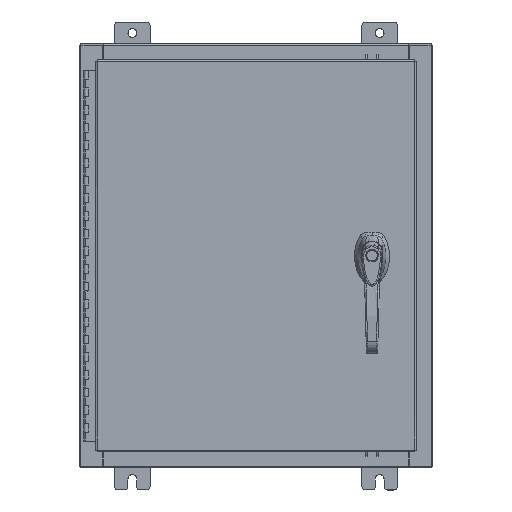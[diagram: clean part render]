
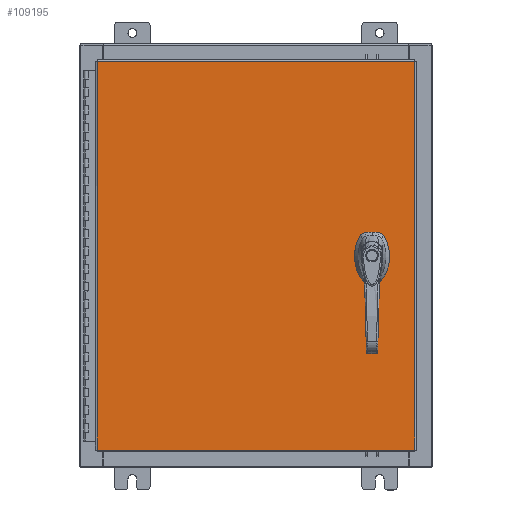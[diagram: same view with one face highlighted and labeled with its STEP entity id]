
A CAD part, top view. The second image highlights one B-rep face of the part: STEP entity #109195.
In plain terms, the highlighted planar face has unit normal (0, 0, 1).
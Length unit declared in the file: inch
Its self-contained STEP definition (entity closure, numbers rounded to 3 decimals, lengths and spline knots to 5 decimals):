
#1698 = CARTESIAN_POINT ( 'NONE',  ( 0., -0.403, 0. ) ) ;
#2192 = VERTEX_POINT ( 'NONE', #26797 ) ;
#2819 = CARTESIAN_POINT ( 'NONE',  ( 6.578, 0., 0. ) ) ;
#4780 = EDGE_LOOP ( 'NONE', ( #14862, #99230, #87468, #50527 ) ) ;
#4856 = DIRECTION ( 'NONE',  ( 0., -1., 0. ) ) ;
#4874 = AXIS2_PLACEMENT_3D ( 'NONE', #85354, #32865, #94170 ) ;
#4884 = ORIENTED_EDGE ( 'NONE', *, *, #51264, .T. ) ;
#6278 = VERTEX_POINT ( 'NONE', #58227 ) ;
#8244 = VECTOR ( 'NONE', #53589, 39.37008 ) ;
#9066 = CIRCLE ( 'NONE', #87267, 0.45 ) ;
#9631 = CIRCLE ( 'NONE', #52603, 0.45 ) ;
#9638 = ORIENTED_EDGE ( 'NONE', *, *, #78388, .F. ) ;
#9676 = DIRECTION ( 'NONE',  ( 0., 0., 1. ) ) ;
#9923 = CARTESIAN_POINT ( 'NONE',  ( 8.9903, -11.0063, 0. ) ) ;
#10968 = CARTESIAN_POINT ( 'NONE',  ( 6.981, 0., 0. ) ) ;
#11599 = EDGE_CURVE ( 'NONE', #51699, #35258, #9631, .T. ) ;
#11668 = DIRECTION ( 'NONE',  ( 1., 0., 0. ) ) ;
#11689 = VERTEX_POINT ( 'NONE', #85172 ) ;
#12043 = ORIENTED_EDGE ( 'NONE', *, *, #109812, .F. ) ;
#12876 = ORIENTED_EDGE ( 'NONE', *, *, #11599, .F. ) ;
#13296 = EDGE_CURVE ( 'NONE', #17007, #29421, #93050, .T. ) ;
#13571 = ORIENTED_EDGE ( 'NONE', *, *, #107017, .F. ) ;
#14862 = ORIENTED_EDGE ( 'NONE', *, *, #13296, .T. ) ;
#16016 = CIRCLE ( 'NONE', #101952, 0.1715 ) ;
#16953 = CARTESIAN_POINT ( 'NONE',  ( 6.578, 0., 0. ) ) ;
#17007 = VERTEX_POINT ( 'NONE', #21930 ) ;
#17236 = VECTOR ( 'NONE', #20107, 39.37008 ) ;
#17382 = ORIENTED_EDGE ( 'NONE', *, *, #30893, .F. ) ;
#18701 = VERTEX_POINT ( 'NONE', #81162 ) ;
#20107 = DIRECTION ( 'NONE',  ( -1., 0., 0. ) ) ;
#21229 = VECTOR ( 'NONE', #36910, 39.37008 ) ;
#21930 = CARTESIAN_POINT ( 'NONE',  ( -8.9903, -11.0063, 0. ) ) ;
#24000 = ORIENTED_EDGE ( 'NONE', *, *, #113677, .F. ) ;
#25112 = VERTEX_POINT ( 'NONE', #68149 ) ;
#25756 = DIRECTION ( 'NONE',  ( 1., 0., 0. ) ) ;
#26797 = CARTESIAN_POINT ( 'NONE',  ( 6.4065, -1.338, 0. ) ) ;
#27519 = CARTESIAN_POINT ( 'NONE',  ( 0., 0., 0. ) ) ;
#29301 = CARTESIAN_POINT ( 'NONE',  ( 8.9903, -11.0063, 0. ) ) ;
#29421 = VERTEX_POINT ( 'NONE', #29301 ) ;
#30197 = AXIS2_PLACEMENT_3D ( 'NONE', #37514, #98873, #46379 ) ;
#30551 = EDGE_CURVE ( 'NONE', #29421, #102707, #49312, .T. ) ;
#30893 = EDGE_CURVE ( 'NONE', #35258, #82750, #97279, .T. ) ;
#32865 = DIRECTION ( 'NONE',  ( 0., 0., 1. ) ) ;
#32923 = CARTESIAN_POINT ( 'NONE',  ( 6.175, -0.20023, 0. ) ) ;
#34589 = LINE ( 'NONE', #10968, #101802 ) ;
#34865 = VERTEX_POINT ( 'NONE', #93453 ) ;
#35258 = VERTEX_POINT ( 'NONE', #94138 ) ;
#36707 = DIRECTION ( 'NONE',  ( 0., 0., -1. ) ) ;
#36910 = DIRECTION ( 'NONE',  ( 1., 0., 0. ) ) ;
#37514 = CARTESIAN_POINT ( 'NONE',  ( 6.578, -1.338, 0. ) ) ;
#39263 = CARTESIAN_POINT ( 'NONE',  ( 0., 0.403, 0. ) ) ;
#43180 = ORIENTED_EDGE ( 'NONE', *, *, #65736, .F. ) ;
#44119 = EDGE_CURVE ( 'NONE', #2192, #18701, #16016, .T. ) ;
#44562 = LINE ( 'NONE', #1698, #21229 ) ;
#44597 = VERTEX_POINT ( 'NONE', #55397 ) ;
#44855 = EDGE_CURVE ( 'NONE', #34865, #17007, #70739, .T. ) ;
#46379 = DIRECTION ( 'NONE',  ( 1., 0., 0. ) ) ;
#47453 = VECTOR ( 'NONE', #4856, 39.37008 ) ;
#47498 = LINE ( 'NONE', #68950, #111954 ) ;
#47519 = CARTESIAN_POINT ( 'NONE',  ( 6.578, 0., 0. ) ) ;
#49312 = LINE ( 'NONE', #9923, #8244 ) ;
#50527 = ORIENTED_EDGE ( 'NONE', *, *, #44855, .T. ) ;
#51264 = EDGE_CURVE ( 'NONE', #25112, #6278, #34589, .T. ) ;
#51699 = VERTEX_POINT ( 'NONE', #113516 ) ;
#52603 = AXIS2_PLACEMENT_3D ( 'NONE', #47519, #60068, #100416 ) ;
#53589 = DIRECTION ( 'NONE',  ( 0., 1., 0. ) ) ;
#55122 = CIRCLE ( 'NONE', #30197, 0.1715 ) ;
#55397 = CARTESIAN_POINT ( 'NONE',  ( 6.37777, -0.403, 0. ) ) ;
#58227 = CARTESIAN_POINT ( 'NONE',  ( 6.981, -0.20023, 0. ) ) ;
#60068 = DIRECTION ( 'NONE',  ( 0., 0., 1. ) ) ;
#62076 = CARTESIAN_POINT ( 'NONE',  ( 6.578, -1.338, 0. ) ) ;
#64073 = DIRECTION ( 'NONE',  ( 0., 0., 1. ) ) ;
#65736 = EDGE_CURVE ( 'NONE', #18701, #2192, #55122, .T. ) ;
#66933 = VECTOR ( 'NONE', #85414, 39.37008 ) ;
#68149 = CARTESIAN_POINT ( 'NONE',  ( 6.981, 0.20023, 0. ) ) ;
#68785 = CARTESIAN_POINT ( 'NONE',  ( 6.175, 0., 0. ) ) ;
#68950 = CARTESIAN_POINT ( 'NONE',  ( 8.9903, 11.0063, 0. ) ) ;
#69676 = EDGE_LOOP ( 'NONE', ( #43180, #105639 ) ) ;
#70739 = LINE ( 'NONE', #92230, #47453 ) ;
#70909 = DIRECTION ( 'NONE',  ( 1., 0., 0. ) ) ;
#72164 = DIRECTION ( 'NONE',  ( 0., -1., 0. ) ) ;
#73859 = VECTOR ( 'NONE', #77609, 39.37008 ) ;
#74678 = EDGE_CURVE ( 'NONE', #102707, #34865, #47498, .T. ) ;
#76211 = EDGE_CURVE ( 'NONE', #44597, #11689, #44562, .T. ) ;
#77609 = DIRECTION ( 'NONE',  ( 0., -1., 0. ) ) ;
#78271 = DIRECTION ( 'NONE',  ( 0., 0., 1. ) ) ;
#78388 = EDGE_CURVE ( 'NONE', #11689, #6278, #9066, .T. ) ;
#79019 = FACE_BOUND ( 'NONE', #69676, .T. ) ;
#80098 = EDGE_LOOP ( 'NONE', ( #4884, #9638, #81575, #13571, #17382, #12876, #12043, #24000 ) ) ;
#81162 = CARTESIAN_POINT ( 'NONE',  ( 6.7495, -1.338, 0. ) ) ;
#81575 = ORIENTED_EDGE ( 'NONE', *, *, #76211, .F. ) ;
#81873 = CARTESIAN_POINT ( 'NONE',  ( 8.9903, 11.0063, 0. ) ) ;
#82750 = VERTEX_POINT ( 'NONE', #32923 ) ;
#85172 = CARTESIAN_POINT ( 'NONE',  ( 6.77823, -0.403, 0. ) ) ;
#85248 = AXIS2_PLACEMENT_3D ( 'NONE', #16953, #78271, #25756 ) ;
#85354 = CARTESIAN_POINT ( 'NONE',  ( 6.578, 0., 0. ) ) ;
#85414 = DIRECTION ( 'NONE',  ( 1., 0., 0. ) ) ;
#85806 = CARTESIAN_POINT ( 'NONE',  ( -8.9903, -11.0063, 0. ) ) ;
#85866 = DIRECTION ( 'NONE',  ( -1., 0., 0. ) ) ;
#86418 = VERTEX_POINT ( 'NONE', #88671 ) ;
#87267 = AXIS2_PLACEMENT_3D ( 'NONE', #2819, #64073, #11668 ) ;
#87468 = ORIENTED_EDGE ( 'NONE', *, *, #74678, .T. ) ;
#88671 = CARTESIAN_POINT ( 'NONE',  ( 6.77823, 0.403, 0. ) ) ;
#89251 = PLANE ( 'NONE',  #99723 ) ;
#92230 = CARTESIAN_POINT ( 'NONE',  ( -8.9903, 11.0063, 0. ) ) ;
#92666 = LINE ( 'NONE', #39263, #17236 ) ;
#93050 = LINE ( 'NONE', #85806, #66933 ) ;
#93453 = CARTESIAN_POINT ( 'NONE',  ( -8.9903, 11.0063, 0. ) ) ;
#94138 = CARTESIAN_POINT ( 'NONE',  ( 6.175, 0.20023, 0. ) ) ;
#94170 = DIRECTION ( 'NONE',  ( 1., 0., 0. ) ) ;
#95752 = CIRCLE ( 'NONE', #4874, 0.45 ) ;
#96853 = FACE_OUTER_BOUND ( 'NONE', #4780, .T. ) ;
#97279 = LINE ( 'NONE', #68785, #73859 ) ;
#97574 = CIRCLE ( 'NONE', #85248, 0.45 ) ;
#98068 = DIRECTION ( 'NONE',  ( -1., 0., 0. ) ) ;
#98873 = DIRECTION ( 'NONE',  ( 0., 0., 1. ) ) ;
#99230 = ORIENTED_EDGE ( 'NONE', *, *, #30551, .T. ) ;
#99723 = AXIS2_PLACEMENT_3D ( 'NONE', #27519, #36707, #98068 ) ;
#100416 = DIRECTION ( 'NONE',  ( 1., 0., 0. ) ) ;
#101802 = VECTOR ( 'NONE', #72164, 39.37008 ) ;
#101952 = AXIS2_PLACEMENT_3D ( 'NONE', #62076, #9676, #70909 ) ;
#102400 = FACE_BOUND ( 'NONE', #80098, .T. ) ;
#102707 = VERTEX_POINT ( 'NONE', #81873 ) ;
#105639 = ORIENTED_EDGE ( 'NONE', *, *, #44119, .F. ) ;
#107017 = EDGE_CURVE ( 'NONE', #82750, #44597, #95752, .T. ) ;
#109195 = ADVANCED_FACE ( 'NONE', ( #79019, #96853, #102400 ), #89251, .F. ) ;
#109812 = EDGE_CURVE ( 'NONE', #86418, #51699, #92666, .T. ) ;
#111954 = VECTOR ( 'NONE', #85866, 39.37008 ) ;
#113516 = CARTESIAN_POINT ( 'NONE',  ( 6.37777, 0.403, 0. ) ) ;
#113677 = EDGE_CURVE ( 'NONE', #25112, #86418, #97574, .T. ) ;
